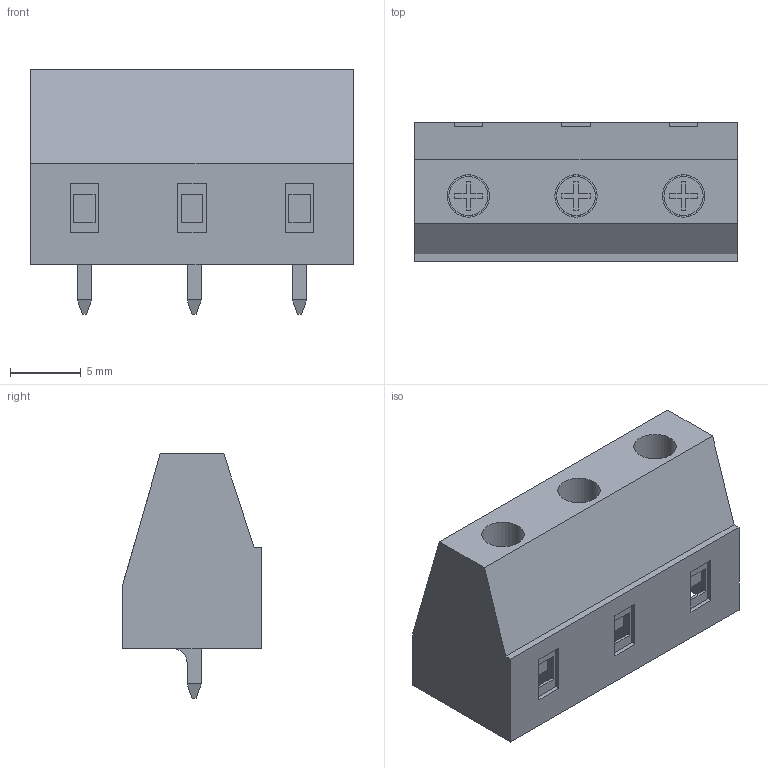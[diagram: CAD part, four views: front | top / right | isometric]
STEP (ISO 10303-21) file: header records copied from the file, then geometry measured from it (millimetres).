
FILE_DESCRIPTION (( 'STEP AP214' ), '1' );
FILE_NAME ('CONN-TH_3P-P7.62_1717732.step', '2022-07-29T16:57:56', ( '' ), ( '' ), 'SwSTEP 2.0', 'SolidWorks 2020', '' );
FILE_SCHEMA (( 'AUTOMOTIVE_DESIGN' ));
Length unit declared in the file: millimetre
Products named in the file (1): CONN-TH_3P-P7.62_1717732
Bounding box: 22.86 x 9.8 x 17.3 mm (x, y, z)
Volume: 1785.7 mm3; surface area: 2558.2 mm2
Topology: 16 solids, 18 shells, 587 faces, 1535 edges, 1014 vertices
Faces by surface type: plane 442, bspline 112, cylinder 33
Entity records: 25034 total; most frequent: CARTESIAN_POINT 5241, ORIENTED_EDGE 3070, DIRECTION 2325, EDGE_CURVE 1535, VECTOR 1241, LINE 1241, VERTEX_POINT 1014, EDGE_LOOP 645
